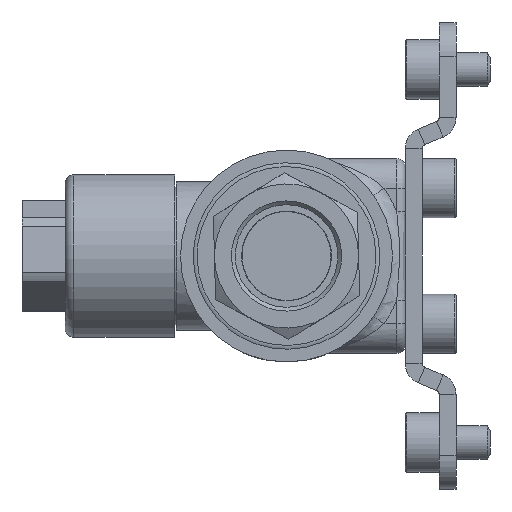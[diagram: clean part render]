
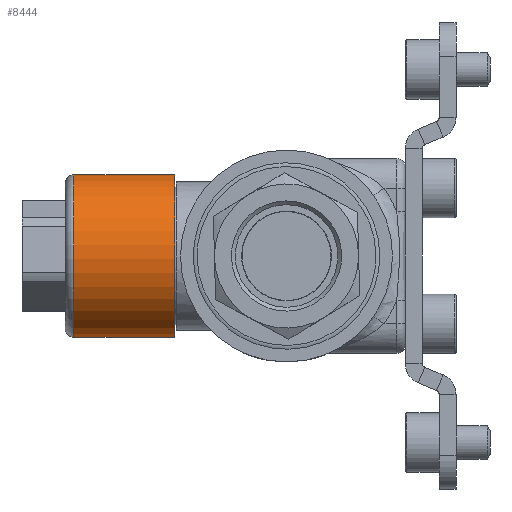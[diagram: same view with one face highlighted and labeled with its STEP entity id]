
A CAD part, left-side view. The second image highlights one B-rep face of the part: STEP entity #8444.
In plain terms, the highlighted cylindrical face has radius 9.6 mm (diameter 19.2 mm), a full revolution.
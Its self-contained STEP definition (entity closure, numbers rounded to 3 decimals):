
#609=CYLINDRICAL_SURFACE('',#9096,9.6);
#1315=FACE_OUTER_BOUND('',#1835,.T.);
#1835=EDGE_LOOP('',(#7719,#7720,#7721,#7722,#7723,#7724));
#2382=LINE('',#24735,#2931);
#2931=VECTOR('',#10838,9.6);
#3283=CIRCLE('',#9094,9.6);
#3284=CIRCLE('',#9095,9.6);
#3285=CIRCLE('',#9097,9.6);
#3286=CIRCLE('',#9098,9.6);
#4102=VERTEX_POINT('',#24725);
#4103=VERTEX_POINT('',#24727);
#4104=VERTEX_POINT('',#24731);
#4105=VERTEX_POINT('',#24732);
#5329=EDGE_CURVE('',#4103,#4102,#3283,.T.);
#5330=EDGE_CURVE('',#4102,#4103,#3284,.T.);
#5331=EDGE_CURVE('',#4104,#4105,#3285,.T.);
#5332=EDGE_CURVE('',#4105,#4104,#3286,.T.);
#5333=EDGE_CURVE('',#4105,#4103,#2382,.T.);
#7719=ORIENTED_EDGE('',*,*,#5331,.F.);
#7720=ORIENTED_EDGE('',*,*,#5332,.F.);
#7721=ORIENTED_EDGE('',*,*,#5333,.T.);
#7722=ORIENTED_EDGE('',*,*,#5329,.T.);
#7723=ORIENTED_EDGE('',*,*,#5330,.T.);
#7724=ORIENTED_EDGE('',*,*,#5333,.F.);
#8444=ADVANCED_FACE('',(#1315),#609,.T.);
#9094=AXIS2_PLACEMENT_3D('',#24728,#10828,#10829);
#9095=AXIS2_PLACEMENT_3D('',#24729,#10830,#10831);
#9096=AXIS2_PLACEMENT_3D('',#24730,#10832,#10833);
#9097=AXIS2_PLACEMENT_3D('',#24733,#10834,#10835);
#9098=AXIS2_PLACEMENT_3D('',#24734,#10836,#10837);
#10828=DIRECTION('center_axis',(0.,-1.,0.));
#10829=DIRECTION('ref_axis',(-0.791,0.,0.612));
#10830=DIRECTION('center_axis',(0.,-1.,0.));
#10831=DIRECTION('ref_axis',(-0.791,0.,0.612));
#10832=DIRECTION('center_axis',(0.,-1.,0.));
#10833=DIRECTION('ref_axis',(0.791,0.,-0.612));
#10834=DIRECTION('center_axis',(0.,-1.,0.));
#10835=DIRECTION('ref_axis',(0.791,0.,-0.612));
#10836=DIRECTION('center_axis',(0.,-1.,0.));
#10837=DIRECTION('ref_axis',(0.791,0.,-0.612));
#10838=DIRECTION('',(0.,1.,0.));
#24725=CARTESIAN_POINT('',(7.591,25.1,-5.877));
#24727=CARTESIAN_POINT('',(-7.591,25.1,5.877));
#24728=CARTESIAN_POINT('Origin',(0.,25.1,0.));
#24729=CARTESIAN_POINT('Origin',(0.,25.1,0.));
#24730=CARTESIAN_POINT('Origin',(0.,26.1,0.));
#24731=CARTESIAN_POINT('',(7.591,13.2,-5.877));
#24732=CARTESIAN_POINT('',(-7.591,13.2,5.877));
#24733=CARTESIAN_POINT('Origin',(0.,13.2,0.));
#24734=CARTESIAN_POINT('Origin',(0.,13.2,0.));
#24735=CARTESIAN_POINT('',(-7.591,26.1,5.877));
